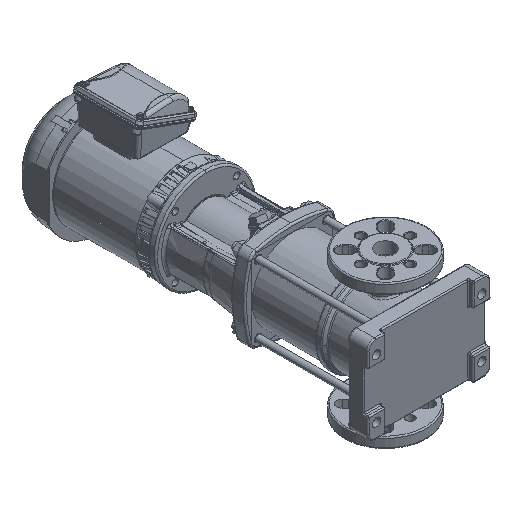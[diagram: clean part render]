
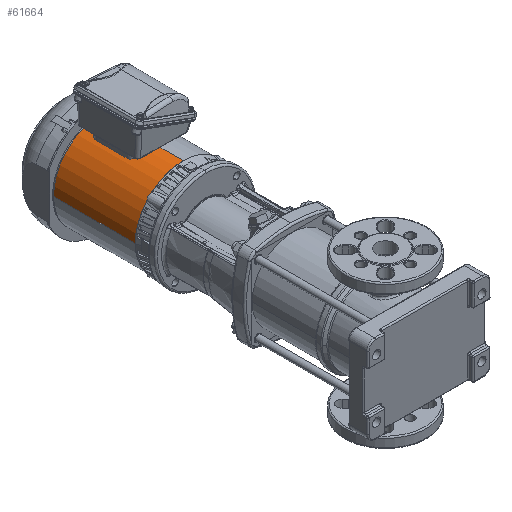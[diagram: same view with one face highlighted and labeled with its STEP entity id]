
A CAD part, isometric view. The second image highlights one B-rep face of the part: STEP entity #61664.
In plain terms, the highlighted cylindrical face has radius 81.875 mm (diameter 163.75 mm), a partial arc.
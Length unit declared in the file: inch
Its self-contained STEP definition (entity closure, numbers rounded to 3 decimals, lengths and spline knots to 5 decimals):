
#3349 = EDGE_CURVE ( 'NONE', #52571, #64201, #25133, .T. ) ;
#4758 = CARTESIAN_POINT ( 'NONE',  ( -1.98416, 0.67588, 0. ) ) ;
#8894 = ORIENTED_EDGE ( 'NONE', *, *, #66969, .T. ) ;
#16346 = DIRECTION ( 'NONE',  ( -1., 0., 0. ) ) ;
#21620 = AXIS2_PLACEMENT_3D ( 'NONE', #69342, #60068, #102738 ) ;
#25133 = CIRCLE ( 'NONE', #21620, 3.22343 ) ;
#26594 = VERTEX_POINT ( 'NONE', #57616 ) ;
#26792 = FACE_OUTER_BOUND ( 'NONE', #42425, .T. ) ;
#28380 = CARTESIAN_POINT ( 'NONE',  ( 24.55814, 0.67588, 0. ) ) ;
#32221 = LINE ( 'NONE', #72771, #57520 ) ;
#37026 = DIRECTION ( 'NONE',  ( 1., 0., 0. ) ) ;
#38427 = CARTESIAN_POINT ( 'NONE',  ( 3.52765, -2.54755, 0.00056 ) ) ;
#38645 = DIRECTION ( 'NONE',  ( 0., -1., 0. ) ) ;
#42425 = EDGE_LOOP ( 'NONE', ( #67766, #8894, #86167, #66124 ) ) ;
#42831 = VECTOR ( 'NONE', #77722, 39.37008 ) ;
#51850 = AXIS2_PLACEMENT_3D ( 'NONE', #28380, #60720, #94099 ) ;
#52571 = VERTEX_POINT ( 'NONE', #38427 ) ;
#53851 = CARTESIAN_POINT ( 'NONE',  ( -1.98416, 0.67588, 3.22343 ) ) ;
#57520 = VECTOR ( 'NONE', #16346, 39.37008 ) ;
#57616 = CARTESIAN_POINT ( 'NONE',  ( -1.98416, -2.54755, 0.00056 ) ) ;
#57762 = EDGE_CURVE ( 'NONE', #60545, #26594, #100664, .T. ) ;
#60068 = DIRECTION ( 'NONE',  ( -1., 0., 0. ) ) ;
#60545 = VERTEX_POINT ( 'NONE', #53851 ) ;
#60720 = DIRECTION ( 'NONE',  ( -1., 0., 0. ) ) ;
#61664 = ADVANCED_FACE ( 'NONE', ( #26792 ), #103375, .T. ) ;
#64201 = VERTEX_POINT ( 'NONE', #65445 ) ;
#65445 = CARTESIAN_POINT ( 'NONE',  ( 3.52765, 0.67588, 3.22343 ) ) ;
#66124 = ORIENTED_EDGE ( 'NONE', *, *, #100938, .F. ) ;
#66969 = EDGE_CURVE ( 'NONE', #64201, #60545, #32221, .T. ) ;
#67766 = ORIENTED_EDGE ( 'NONE', *, *, #3349, .T. ) ;
#69342 = CARTESIAN_POINT ( 'NONE',  ( 3.52765, 0.67588, 0. ) ) ;
#72771 = CARTESIAN_POINT ( 'NONE',  ( 24.55814, 0.67588, 3.22343 ) ) ;
#76642 = CARTESIAN_POINT ( 'NONE',  ( 24.55814, -2.54755, 0.00056 ) ) ;
#77722 = DIRECTION ( 'NONE',  ( -1., 0., 0. ) ) ;
#83233 = AXIS2_PLACEMENT_3D ( 'NONE', #4758, #37026, #38645 ) ;
#86167 = ORIENTED_EDGE ( 'NONE', *, *, #57762, .T. ) ;
#93595 = LINE ( 'NONE', #76642, #42831 ) ;
#94099 = DIRECTION ( 'NONE',  ( 0., 0., 1. ) ) ;
#100664 = CIRCLE ( 'NONE', #83233, 3.22343 ) ;
#100938 = EDGE_CURVE ( 'NONE', #52571, #26594, #93595, .T. ) ;
#102738 = DIRECTION ( 'NONE',  ( 0., 1., 0. ) ) ;
#103375 = CYLINDRICAL_SURFACE ( 'NONE', #51850, 3.22343 ) ;
